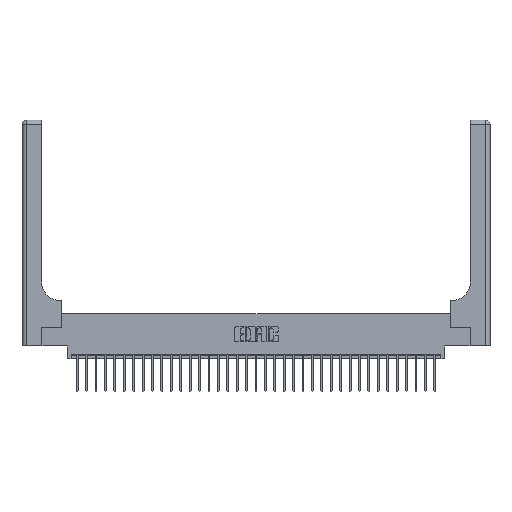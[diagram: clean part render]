
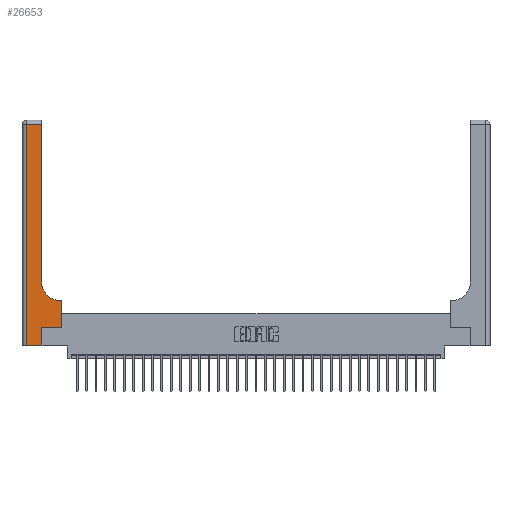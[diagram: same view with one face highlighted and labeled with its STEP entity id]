
A CAD part, top view. The second image highlights one B-rep face of the part: STEP entity #26653.
In plain terms, the highlighted planar face has unit normal (0, 0, 1).
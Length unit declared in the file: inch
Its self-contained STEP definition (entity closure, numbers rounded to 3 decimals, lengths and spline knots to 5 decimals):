
#767 = CARTESIAN_POINT ( 'NONE',  ( 0.265, 0., 0.37 ) ) ;
#791 = ORIENTED_EDGE ( 'NONE', *, *, #2340, .T. ) ;
#1134 = CARTESIAN_POINT ( 'NONE',  ( 0.528, 0.25, 0.37 ) ) ;
#1376 = EDGE_CURVE ( 'NONE', #17246, #9117, #29341, .T. ) ;
#1578 = CARTESIAN_POINT ( 'NONE',  ( 0.26, 2.94, 0.37 ) ) ;
#2340 = EDGE_CURVE ( 'NONE', #26105, #14334, #18053, .T. ) ;
#2995 = CARTESIAN_POINT ( 'NONE',  ( 0.265, 0.25, 0.37 ) ) ;
#3167 = LINE ( 'NONE', #15547, #15348 ) ;
#3532 = EDGE_CURVE ( 'NONE', #9117, #30697, #24778, .T. ) ;
#4202 = FACE_OUTER_BOUND ( 'NONE', #25268, .T. ) ;
#4589 = CARTESIAN_POINT ( 'NONE',  ( 0., 3., 0.37 ) ) ;
#5451 = EDGE_CURVE ( 'NONE', #23188, #17246, #20939, .T. ) ;
#5850 = LINE ( 'NONE', #11234, #12352 ) ;
#6002 = DIRECTION ( 'NONE',  ( 0., 1., 0. ) ) ;
#7035 = DIRECTION ( 'NONE',  ( -1., 0., 0. ) ) ;
#8244 = VECTOR ( 'NONE', #24917, 39.37008 ) ;
#8421 = DIRECTION ( 'NONE',  ( -1., 0., 0. ) ) ;
#9060 = VERTEX_POINT ( 'NONE', #23092 ) ;
#9117 = VERTEX_POINT ( 'NONE', #1578 ) ;
#9284 = DIRECTION ( 'NONE',  ( 0., 0., -1. ) ) ;
#9845 = AXIS2_PLACEMENT_3D ( 'NONE', #23745, #9284, #26147 ) ;
#9961 = CARTESIAN_POINT ( 'NONE',  ( 0.51, 0.6, 0.37 ) ) ;
#11185 = VECTOR ( 'NONE', #8421, 39.37008 ) ;
#11234 = CARTESIAN_POINT ( 'NONE',  ( 0.06, 3., 0.37 ) ) ;
#11646 = VECTOR ( 'NONE', #6002, 39.37008 ) ;
#11726 = DIRECTION ( 'NONE',  ( -1., 0., 0. ) ) ;
#12352 = VECTOR ( 'NONE', #28044, 39.37008 ) ;
#12425 = ORIENTED_EDGE ( 'NONE', *, *, #5451, .T. ) ;
#12653 = DIRECTION ( 'NONE',  ( 1., 0., 0. ) ) ;
#13560 = EDGE_CURVE ( 'NONE', #30697, #9060, #5850, .T. ) ;
#14334 = VERTEX_POINT ( 'NONE', #18460 ) ;
#14461 = EDGE_CURVE ( 'NONE', #14334, #23188, #21725, .T. ) ;
#15348 = VECTOR ( 'NONE', #17945, 39.37008 ) ;
#15444 = ORIENTED_EDGE ( 'NONE', *, *, #1376, .T. ) ;
#15547 = CARTESIAN_POINT ( 'NONE',  ( 0., 0., 0.37 ) ) ;
#16200 = CARTESIAN_POINT ( 'NONE',  ( 0.06, 2.94, 0.37 ) ) ;
#16355 = CARTESIAN_POINT ( 'NONE',  ( 0.26, 0.85, 0.37 ) ) ;
#17085 = ORIENTED_EDGE ( 'NONE', *, *, #23857, .T. ) ;
#17246 = VERTEX_POINT ( 'NONE', #16355 ) ;
#17494 = ORIENTED_EDGE ( 'NONE', *, *, #14461, .T. ) ;
#17873 = VERTEX_POINT ( 'NONE', #2995 ) ;
#17945 = DIRECTION ( 'NONE',  ( 1., 0., 0. ) ) ;
#18053 = LINE ( 'NONE', #1134, #11646 ) ;
#18162 = CARTESIAN_POINT ( 'NONE',  ( 0.265, 0., 0.37 ) ) ;
#18397 = ORIENTED_EDGE ( 'NONE', *, *, #22025, .T. ) ;
#18460 = CARTESIAN_POINT ( 'NONE',  ( 0.528, 0.6, 0.37 ) ) ;
#18798 = VECTOR ( 'NONE', #12653, 39.37008 ) ;
#19186 = DIRECTION ( 'NONE',  ( 0., 1., 0. ) ) ;
#19462 = VECTOR ( 'NONE', #11726, 39.37008 ) ;
#20939 = CIRCLE ( 'NONE', #9845, 0.25 ) ;
#21095 = LINE ( 'NONE', #767, #8244 ) ;
#21349 = AXIS2_PLACEMENT_3D ( 'NONE', #4589, #21522, #7035 ) ;
#21522 = DIRECTION ( 'NONE',  ( 0., 0., -1. ) ) ;
#21725 = LINE ( 'NONE', #26146, #19462 ) ;
#22025 = EDGE_CURVE ( 'NONE', #28233, #17873, #21095, .T. ) ;
#22264 = CARTESIAN_POINT ( 'NONE',  ( 0.265, 0.25, 0.37 ) ) ;
#22281 = VECTOR ( 'NONE', #19186, 39.37008 ) ;
#22590 = EDGE_CURVE ( 'NONE', #17873, #26105, #25223, .T. ) ;
#23092 = CARTESIAN_POINT ( 'NONE',  ( 0.06, 0., 0.37 ) ) ;
#23188 = VERTEX_POINT ( 'NONE', #9961 ) ;
#23570 = ORIENTED_EDGE ( 'NONE', *, *, #22590, .T. ) ;
#23745 = CARTESIAN_POINT ( 'NONE',  ( 0.51, 0.85, 0.37 ) ) ;
#23817 = ORIENTED_EDGE ( 'NONE', *, *, #13560, .T. ) ;
#23857 = EDGE_CURVE ( 'NONE', #9060, #28233, #3167, .T. ) ;
#24065 = CARTESIAN_POINT ( 'NONE',  ( 0.528, 0.25, 0.37 ) ) ;
#24778 = LINE ( 'NONE', #25336, #11185 ) ;
#24917 = DIRECTION ( 'NONE',  ( 0., 1., 0. ) ) ;
#25223 = LINE ( 'NONE', #22264, #18798 ) ;
#25268 = EDGE_LOOP ( 'NONE', ( #15444, #27501, #23817, #17085, #18397, #23570, #791, #17494, #12425 ) ) ;
#25336 = CARTESIAN_POINT ( 'NONE',  ( 0., 2.94, 0.37 ) ) ;
#26105 = VERTEX_POINT ( 'NONE', #24065 ) ;
#26146 = CARTESIAN_POINT ( 'NONE',  ( 0.26, 0.6, 0.37 ) ) ;
#26147 = DIRECTION ( 'NONE',  ( 1., 0., 0. ) ) ;
#26653 = ADVANCED_FACE ( 'NONE', ( #4202 ), #28630, .F. ) ;
#27501 = ORIENTED_EDGE ( 'NONE', *, *, #3532, .T. ) ;
#28044 = DIRECTION ( 'NONE',  ( 0., -1., 0. ) ) ;
#28233 = VERTEX_POINT ( 'NONE', #18162 ) ;
#28630 = PLANE ( 'NONE',  #21349 ) ;
#29341 = LINE ( 'NONE', #31053, #22281 ) ;
#30697 = VERTEX_POINT ( 'NONE', #16200 ) ;
#31053 = CARTESIAN_POINT ( 'NONE',  ( 0.26, 3., 0.37 ) ) ;
